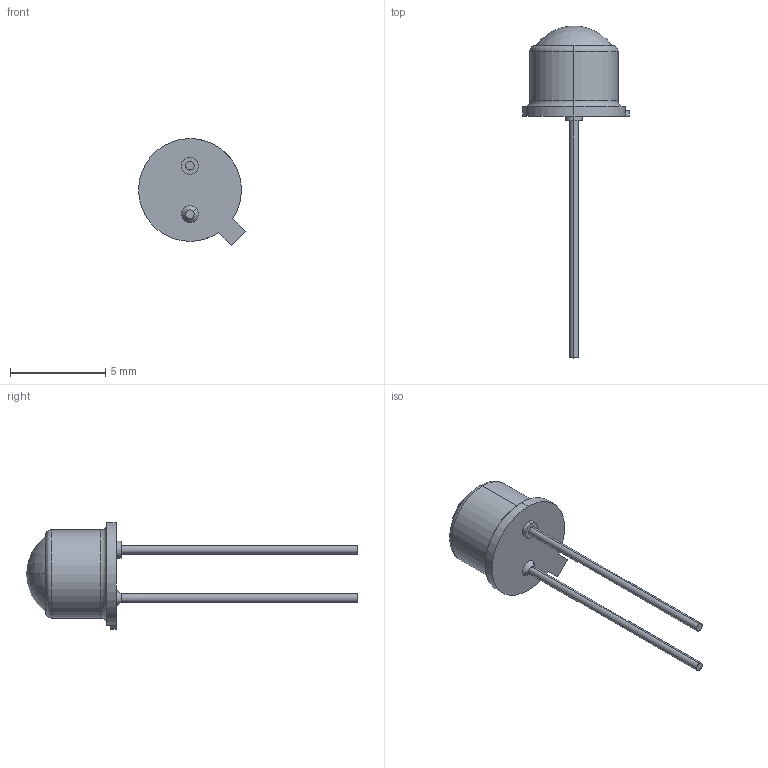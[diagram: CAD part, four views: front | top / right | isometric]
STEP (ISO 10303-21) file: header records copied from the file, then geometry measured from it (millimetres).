
FILE_DESCRIPTION (( 'STEP AP214' ), '1' );
FILE_NAME ('OP205CL.STEP', '2014-05-23T19:02:07', ( 'optek' ), ( '' ), 'SwSTEP 2.0', 'SolidWorks 2013', '' );
FILE_SCHEMA (( 'AUTOMOTIVE_DESIGN' ));
Length unit declared in the file: inch
Products named in the file (1): OP205CL
Bounding box: 5.62 x 17.43 x 5.62 mm (x, y, z)
Volume: 76.9 mm3; surface area: 138.7 mm2
Topology: 1 solids, 1 shells, 28 faces, 60 edges, 39 vertices
Faces by surface type: cylinder 10, plane 10, torus 4, bspline 2, sphere 2
Entity records: 1198 total; most frequent: CARTESIAN_POINT 156, DIRECTION 150, ORIENTED_EDGE 120, AXIS2_PLACEMENT_3D 65, EDGE_CURVE 60, VERTEX_POINT 39, CIRCLE 38, EDGE_LOOP 33
